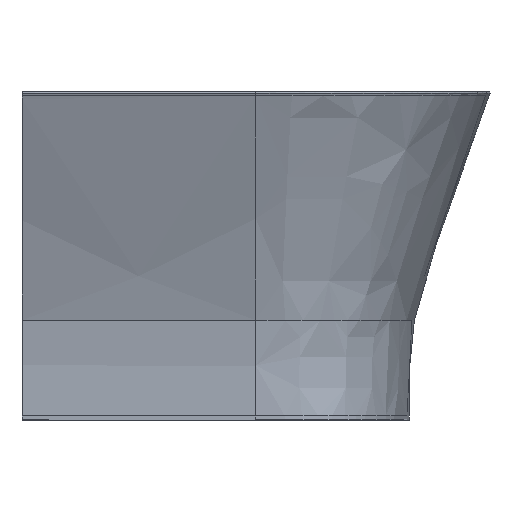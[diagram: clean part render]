
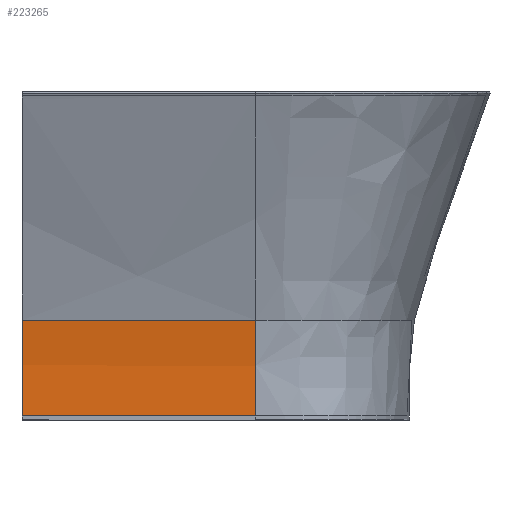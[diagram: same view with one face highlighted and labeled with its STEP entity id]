
A CAD part, front view. The second image highlights one B-rep face of the part: STEP entity #223265.
In plain terms, the highlighted free-form (B-spline) face has degree [5, 1] with [21, 2] control points.
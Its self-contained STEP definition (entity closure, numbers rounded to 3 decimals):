
#222075=CARTESIAN_POINT('',(-794.858,450.,-122.139));
#222076=VERTEX_POINT('',#222075);
#222083=CARTESIAN_POINT('',(-804.433,450.,61.936));
#222084=VERTEX_POINT('',#222083);
#222085=CARTESIAN_POINT('',(-794.858,450.,-122.139));
#222086=CARTESIAN_POINT('',(-794.87,450.,-111.288));
#222087=CARTESIAN_POINT('',(-794.883,450.,-100.49));
#222088=CARTESIAN_POINT('',(-794.9,450.,-89.822));
#222089=CARTESIAN_POINT('',(-794.937,450.,-76.58));
#222090=CARTESIAN_POINT('',(-795.02,450.,-63.495));
#222091=CARTESIAN_POINT('',(-795.038,450.,-61.022));
#222092=CARTESIAN_POINT('',(-795.138,450.,-48.755));
#222093=CARTESIAN_POINT('',(-795.3,450.,-36.696));
#222094=CARTESIAN_POINT('',(-795.49,450.,-27.208));
#222095=CARTESIAN_POINT('',(-795.894,450.,-14.049));
#222096=CARTESIAN_POINT('',(-796.579,450.,-1.31));
#222097=CARTESIAN_POINT('',(-796.813,450.,2.473));
#222098=CARTESIAN_POINT('',(-797.36,450.,10.178));
#222099=CARTESIAN_POINT('',(-798.051,450.,17.779));
#222100=CARTESIAN_POINT('',(-798.447,450.,21.652));
#222101=CARTESIAN_POINT('',(-799.612,450.,31.93));
#222102=CARTESIAN_POINT('',(-801.075,450.,42.224));
#222103=CARTESIAN_POINT('',(-802.101,450.,48.69));
#222104=CARTESIAN_POINT('',(-803.228,450.,55.268));
#222105=CARTESIAN_POINT('',(-804.433,450.,61.936));
#222106=B_SPLINE_CURVE_WITH_KNOTS('',5,(#222085,#222086,#222087,#222088,#222089,#222090,#222091,#222092,#222093,#222094,#222095,#222096,#222097,#222098,#222099,#222100,#222101,#222102,#222103,#222104,#222105),.UNSPECIFIED.,.F.,.U.,(6,3,3,3,3,3,6),(0.0,50.181,62.157,108.819,128.777,149.814,184.633),.UNSPECIFIED.);
#222107=EDGE_CURVE('',#222076,#222084,#222106,.T.);
#223150=CARTESIAN_POINT('',(-794.858,0.,-122.139));
#223151=VERTEX_POINT('',#223150);
#223160=CARTESIAN_POINT('',(-794.858,450.,-122.139));
#223161=DIRECTION('',(0.0,-1.,0.));
#223162=VECTOR('',#223161,450.);
#223163=LINE('',#223160,#223162);
#223164=EDGE_CURVE('',#222076,#223151,#223163,.T.);
#223186=CARTESIAN_POINT('',(-794.858,450.,-122.139));
#223187=CARTESIAN_POINT('',(-794.87,450.,-111.288));
#223188=CARTESIAN_POINT('',(-794.883,450.,-100.49));
#223189=CARTESIAN_POINT('',(-794.9,450.,-89.822));
#223190=CARTESIAN_POINT('',(-794.937,450.,-76.58));
#223191=CARTESIAN_POINT('',(-795.02,450.,-63.495));
#223192=CARTESIAN_POINT('',(-795.038,450.,-61.022));
#223193=CARTESIAN_POINT('',(-795.138,450.,-48.755));
#223194=CARTESIAN_POINT('',(-795.3,450.,-36.696));
#223195=CARTESIAN_POINT('',(-795.49,450.,-27.208));
#223196=CARTESIAN_POINT('',(-795.894,450.,-14.049));
#223197=CARTESIAN_POINT('',(-796.579,450.,-1.31));
#223198=CARTESIAN_POINT('',(-796.813,450.,2.473));
#223199=CARTESIAN_POINT('',(-797.36,450.,10.178));
#223200=CARTESIAN_POINT('',(-798.051,450.,17.779));
#223201=CARTESIAN_POINT('',(-798.447,450.,21.652));
#223202=CARTESIAN_POINT('',(-799.612,450.,31.93));
#223203=CARTESIAN_POINT('',(-801.075,450.,42.224));
#223204=CARTESIAN_POINT('',(-802.101,450.,48.69));
#223205=CARTESIAN_POINT('',(-803.228,450.,55.268));
#223206=CARTESIAN_POINT('',(-804.433,450.,61.936));
#223207=CARTESIAN_POINT('',(-794.858,0.,-122.139));
#223208=CARTESIAN_POINT('',(-794.87,0.,-111.288));
#223209=CARTESIAN_POINT('',(-794.883,0.,-100.49));
#223210=CARTESIAN_POINT('',(-794.9,0.,-89.822));
#223211=CARTESIAN_POINT('',(-794.937,0.,-76.58));
#223212=CARTESIAN_POINT('',(-795.02,0.,-63.495));
#223213=CARTESIAN_POINT('',(-795.038,0.,-61.022));
#223214=CARTESIAN_POINT('',(-795.138,0.,-48.755));
#223215=CARTESIAN_POINT('',(-795.3,0.,-36.696));
#223216=CARTESIAN_POINT('',(-795.49,0.,-27.208));
#223217=CARTESIAN_POINT('',(-795.894,0.,-14.049));
#223218=CARTESIAN_POINT('',(-796.579,0.,-1.31));
#223219=CARTESIAN_POINT('',(-796.813,0.,2.473));
#223220=CARTESIAN_POINT('',(-797.36,0.,10.178));
#223221=CARTESIAN_POINT('',(-798.051,0.,17.779));
#223222=CARTESIAN_POINT('',(-798.447,0.,21.652));
#223223=CARTESIAN_POINT('',(-799.612,0.,31.93));
#223224=CARTESIAN_POINT('',(-801.075,0.,42.224));
#223225=CARTESIAN_POINT('',(-802.101,0.,48.69));
#223226=CARTESIAN_POINT('',(-803.228,0.,55.268));
#223227=CARTESIAN_POINT('',(-804.433,0.,61.936));
#223228=B_SPLINE_SURFACE_WITH_KNOTS('',5,1,((#223186,#223207),(#223187,#223208),(#223188,#223209),(#223189,#223210),(#223190,#223211),(#223191,#223212),(#223192,#223213),(#223193,#223214),(#223194,#223215),(#223195,#223216),(#223196,#223217),(#223197,#223218),(#223198,#223219),(#223199,#223220),(#223200,#223221),(#223201,#223222),(#223202,#223223),(#223203,#223224),(#223204,#223225),(#223205,#223226),(#223206,#223227)),.UNSPECIFIED.,.F.,.F.,.U.,(6,3,3,3,3,3,6),(2,2),(0.0,50.181,62.157,108.819,128.777,149.814,184.633),(22.5,472.5),.UNSPECIFIED.);
#223229=ORIENTED_EDGE('',*,*,#223164,.T.);
#223230=CARTESIAN_POINT('',(-804.433,0.,61.936));
#223231=VERTEX_POINT('',#223230);
#223232=CARTESIAN_POINT('',(-794.858,0.,-122.139));
#223233=CARTESIAN_POINT('',(-794.87,0.,-111.288));
#223234=CARTESIAN_POINT('',(-794.883,0.,-100.49));
#223235=CARTESIAN_POINT('',(-794.9,0.,-89.822));
#223236=CARTESIAN_POINT('',(-794.937,0.,-76.58));
#223237=CARTESIAN_POINT('',(-795.02,0.,-63.495));
#223238=CARTESIAN_POINT('',(-795.038,0.,-61.022));
#223239=CARTESIAN_POINT('',(-795.138,0.,-48.755));
#223240=CARTESIAN_POINT('',(-795.3,0.,-36.696));
#223241=CARTESIAN_POINT('',(-795.49,0.,-27.208));
#223242=CARTESIAN_POINT('',(-795.894,0.,-14.049));
#223243=CARTESIAN_POINT('',(-796.579,0.,-1.31));
#223244=CARTESIAN_POINT('',(-796.813,0.,2.473));
#223245=CARTESIAN_POINT('',(-797.36,0.,10.178));
#223246=CARTESIAN_POINT('',(-798.051,0.,17.779));
#223247=CARTESIAN_POINT('',(-798.447,0.,21.652));
#223248=CARTESIAN_POINT('',(-799.612,0.,31.93));
#223249=CARTESIAN_POINT('',(-801.075,0.,42.224));
#223250=CARTESIAN_POINT('',(-802.101,0.,48.69));
#223251=CARTESIAN_POINT('',(-803.228,0.,55.268));
#223252=CARTESIAN_POINT('',(-804.433,0.,61.936));
#223253=B_SPLINE_CURVE_WITH_KNOTS('',5,(#223232,#223233,#223234,#223235,#223236,#223237,#223238,#223239,#223240,#223241,#223242,#223243,#223244,#223245,#223246,#223247,#223248,#223249,#223250,#223251,#223252),.UNSPECIFIED.,.F.,.U.,(6,3,3,3,3,3,6),(0.,50.181,62.157,108.819,128.777,149.814,184.633),.UNSPECIFIED.);
#223254=EDGE_CURVE('',#223231,#223151,#223253,.F.);
#223255=ORIENTED_EDGE('',*,*,#223254,.F.);
#223256=CARTESIAN_POINT('',(-804.433,450.,61.936));
#223257=DIRECTION('',(0.0,-1.,0.));
#223258=VECTOR('',#223257,450.);
#223259=LINE('',#223256,#223258);
#223260=EDGE_CURVE('',#222084,#223231,#223259,.T.);
#223261=ORIENTED_EDGE('',*,*,#223260,.F.);
#223262=ORIENTED_EDGE('',*,*,#222107,.F.);
#223263=EDGE_LOOP('',(#223229,#223255,#223261,#223262));
#223264=FACE_OUTER_BOUND('',#223263,.T.);
#223265=ADVANCED_FACE('',(#223264),#223228,.F.);
